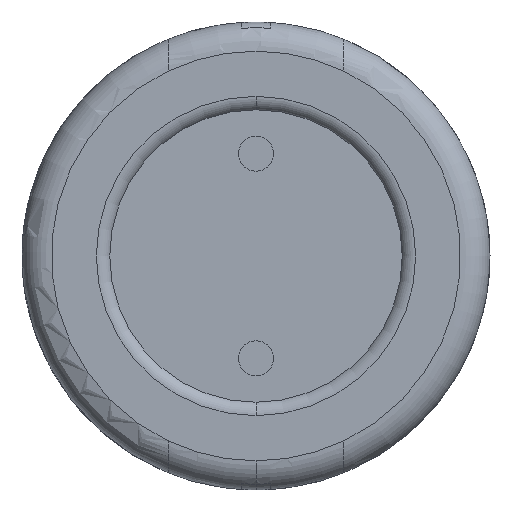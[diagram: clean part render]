
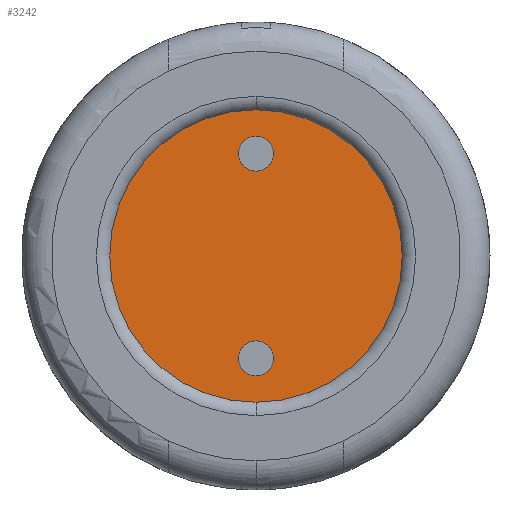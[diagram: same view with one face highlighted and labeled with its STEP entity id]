
A CAD part, left-side view. The second image highlights one B-rep face of the part: STEP entity #3242.
In plain terms, the highlighted planar face has unit normal (-1, 0, 0).
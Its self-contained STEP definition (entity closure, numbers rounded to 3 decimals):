
#51 = CARTESIAN_POINT ( 'NONE',  ( 0.15, 0., 1.45 ) ) ;
#217 = CARTESIAN_POINT ( 'NONE',  ( 0.15, 0., -1.75 ) ) ;
#317 = EDGE_CURVE ( 'NONE', #590, #887, #8293, .T. ) ;
#590 = VERTEX_POINT ( 'NONE', #6613 ) ;
#740 = EDGE_LOOP ( 'NONE', ( #8383, #3386 ) ) ;
#801 = CARTESIAN_POINT ( 'NONE',  ( 0.15, 0., 0. ) ) ;
#881 = DIRECTION ( 'NONE',  ( -1., 0., 0. ) ) ;
#887 = VERTEX_POINT ( 'NONE', #6556 ) ;
#1046 = DIRECTION ( 'NONE',  ( 0., 0., -1. ) ) ;
#1199 = CIRCLE ( 'NONE', #7157, 0.3 ) ;
#1654 = DIRECTION ( 'NONE',  ( 0., 0., 1. ) ) ;
#1768 = DIRECTION ( 'NONE',  ( 0., 0., 1. ) ) ;
#1821 = DIRECTION ( 'NONE',  ( 0., 0., -1. ) ) ;
#2255 = DIRECTION ( 'NONE',  ( 0., 0., 1. ) ) ;
#2404 = CIRCLE ( 'NONE', #5813, 2.5 ) ;
#2588 = EDGE_CURVE ( 'NONE', #5577, #7165, #2404, .T. ) ;
#2599 = DIRECTION ( 'NONE',  ( -1., 0., 0. ) ) ;
#2858 = CIRCLE ( 'NONE', #10383, 0.3 ) ;
#3242 = ADVANCED_FACE ( 'NONE', ( #10457, #4781, #8831 ), #7051, .T. ) ;
#3290 = CARTESIAN_POINT ( 'NONE',  ( 0.15, 0., 1.75 ) ) ;
#3354 = CARTESIAN_POINT ( 'NONE',  ( 0.15, 0., -2.5 ) ) ;
#3386 = ORIENTED_EDGE ( 'NONE', *, *, #7452, .T. ) ;
#3394 = VERTEX_POINT ( 'NONE', #8549 ) ;
#3607 = ORIENTED_EDGE ( 'NONE', *, *, #7844, .F. ) ;
#3835 = EDGE_CURVE ( 'NONE', #3394, #6192, #1199, .T. ) ;
#3921 = DIRECTION ( 'NONE',  ( -1., 0., 0. ) ) ;
#4078 = DIRECTION ( 'NONE',  ( 0., 0., 1. ) ) ;
#4732 = AXIS2_PLACEMENT_3D ( 'NONE', #8928, #7242, #8163 ) ;
#4781 = FACE_BOUND ( 'NONE', #9004, .T. ) ;
#4896 = CIRCLE ( 'NONE', #4732, 2.5 ) ;
#4974 = CARTESIAN_POINT ( 'NONE',  ( 0.15, 0., 1.75 ) ) ;
#5050 = ORIENTED_EDGE ( 'NONE', *, *, #317, .F. ) ;
#5101 = DIRECTION ( 'NONE',  ( -1., 0., 0. ) ) ;
#5577 = VERTEX_POINT ( 'NONE', #3354 ) ;
#5793 = CARTESIAN_POINT ( 'NONE',  ( 0.15, 0., -1.75 ) ) ;
#5813 = AXIS2_PLACEMENT_3D ( 'NONE', #801, #3921, #4078 ) ;
#6192 = VERTEX_POINT ( 'NONE', #51 ) ;
#6556 = CARTESIAN_POINT ( 'NONE',  ( 0.15, 0., -1.45 ) ) ;
#6613 = CARTESIAN_POINT ( 'NONE',  ( 0.15, 0., -2.05 ) ) ;
#7051 = PLANE ( 'NONE',  #8420 ) ;
#7101 = CIRCLE ( 'NONE', #8135, 0.3 ) ;
#7157 = AXIS2_PLACEMENT_3D ( 'NONE', #3290, #2599, #1821 ) ;
#7165 = VERTEX_POINT ( 'NONE', #8497 ) ;
#7242 = DIRECTION ( 'NONE',  ( -1., 0., 0. ) ) ;
#7390 = DIRECTION ( 'NONE',  ( -1., 0., 0. ) ) ;
#7452 = EDGE_CURVE ( 'NONE', #7165, #5577, #4896, .T. ) ;
#7545 = ORIENTED_EDGE ( 'NONE', *, *, #8724, .F. ) ;
#7844 = EDGE_CURVE ( 'NONE', #6192, #3394, #2858, .T. ) ;
#8135 = AXIS2_PLACEMENT_3D ( 'NONE', #5793, #881, #1768 ) ;
#8163 = DIRECTION ( 'NONE',  ( 0., 0., 1. ) ) ;
#8293 = CIRCLE ( 'NONE', #9688, 0.3 ) ;
#8383 = ORIENTED_EDGE ( 'NONE', *, *, #2588, .T. ) ;
#8420 = AXIS2_PLACEMENT_3D ( 'NONE', #8888, #9702, #2255 ) ;
#8497 = CARTESIAN_POINT ( 'NONE',  ( 0.15, 0., 2.5 ) ) ;
#8549 = CARTESIAN_POINT ( 'NONE',  ( 0.15, 0., 2.05 ) ) ;
#8623 = EDGE_LOOP ( 'NONE', ( #3607, #9827 ) ) ;
#8724 = EDGE_CURVE ( 'NONE', #887, #590, #7101, .T. ) ;
#8831 = FACE_OUTER_BOUND ( 'NONE', #740, .T. ) ;
#8888 = CARTESIAN_POINT ( 'NONE',  ( 0.15, 0., 0. ) ) ;
#8928 = CARTESIAN_POINT ( 'NONE',  ( 0.15, 0., 0. ) ) ;
#9004 = EDGE_LOOP ( 'NONE', ( #5050, #7545 ) ) ;
#9688 = AXIS2_PLACEMENT_3D ( 'NONE', #217, #5101, #1654 ) ;
#9702 = DIRECTION ( 'NONE',  ( -1., 0., 0. ) ) ;
#9827 = ORIENTED_EDGE ( 'NONE', *, *, #3835, .F. ) ;
#10383 = AXIS2_PLACEMENT_3D ( 'NONE', #4974, #7390, #1046 ) ;
#10457 = FACE_BOUND ( 'NONE', #8623, .T. ) ;
